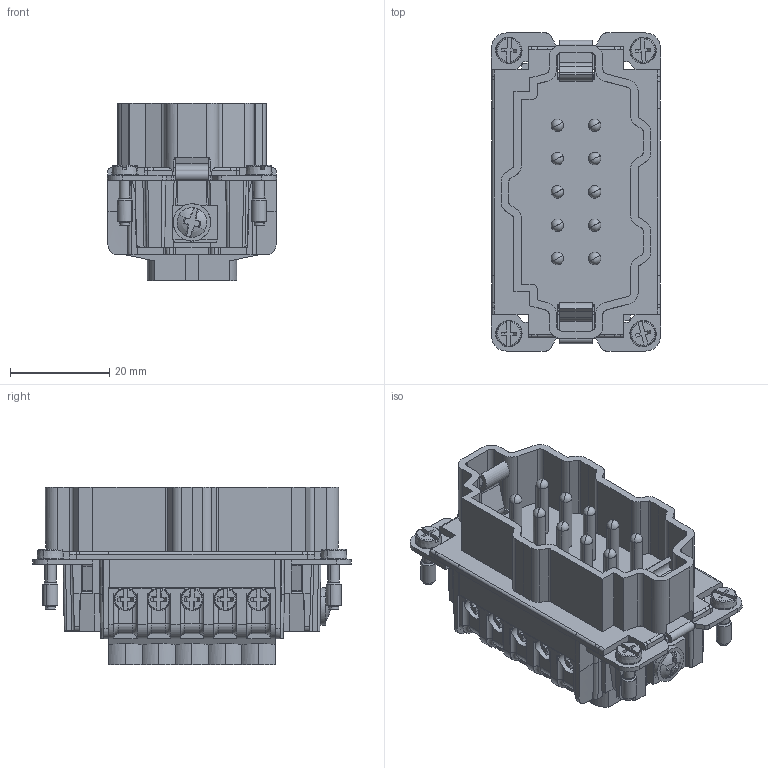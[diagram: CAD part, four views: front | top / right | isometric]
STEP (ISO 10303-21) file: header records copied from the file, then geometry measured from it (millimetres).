
FILE_DESCRIPTION(('CATIA V5 STEP Exchange','CAx-IF Rec.Pracs.--- Model Styling and Organization---1.4--- 2014-01-23'),'2;1');
FILE_NAME ('008929-7_1', '2019-10-28T10:06:34+00:00', ('none'), ('Weidmueller'), 'CATIA Version 5-6 Release 2016 SP3 HF44', 'CATIA V5 STEP AP214', 'none');
FILE_SCHEMA(('AUTOMOTIVE_DESIGN { 1 0 10303 214 1 1 1 1 }'));
Products named in the file (1): 1203900000
Bounding box: 34 x 64 x 35.7 mm (x, y, z)
Volume: 30574.7 mm3; surface area: 19226.4 mm2
Topology: 1 solids, 1 shells, 1905 faces, 5565 edges, 3659 vertices
Faces by surface type: plane 1138, cylinder 436, torus 183, cone 126, extrusion 10, bspline 8, sphere 4
Entity records: 64505 total; most frequent: CARTESIAN_POINT 18137, ORIENTED_EDGE 11130, DIRECTION 7264, EDGE_CURVE 5565, VERTEX_POINT 3659, VECTOR 3532, LINE 3522, AXIS2_PLACEMENT_3D 2488
